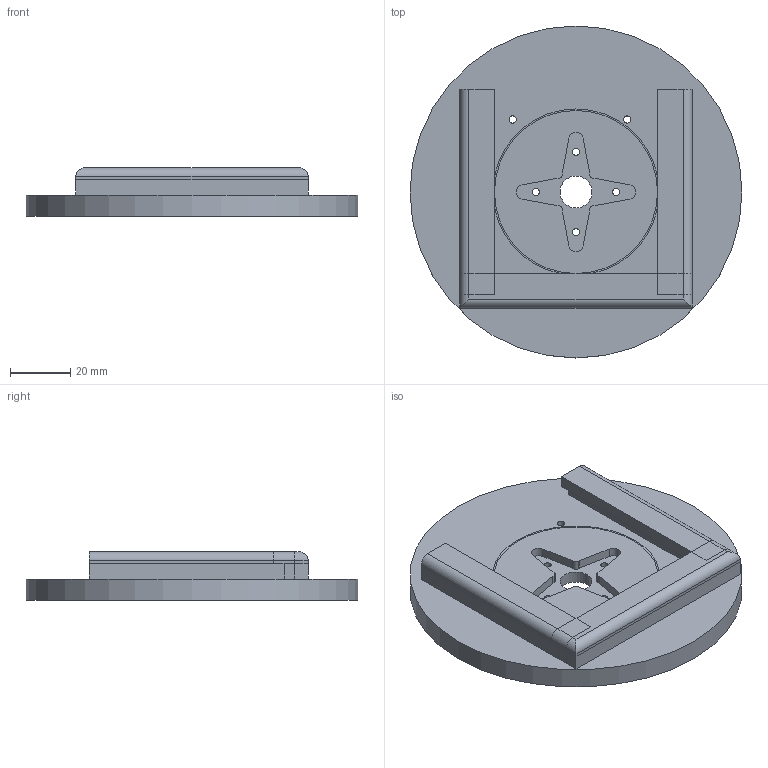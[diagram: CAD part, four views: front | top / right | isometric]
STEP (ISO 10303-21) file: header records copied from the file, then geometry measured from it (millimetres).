
FILE_DESCRIPTION(('FreeCAD Model'),'2;1');
FILE_NAME('Open CASCADE Shape Model','2022-06-27T19:01:13',('Author'),( ''),'Open CASCADE STEP processor 7.5','FreeCAD','Unknown');
FILE_SCHEMA(('AUTOMOTIVE_DESIGN { 1 0 10303 214 1 1 1 1 }'));
Length unit declared in the file: millimetre
Products named in the file (1): Base with grip
Bounding box: 110 x 110 x 16 mm (x, y, z)
Volume: 75559 mm3; surface area: 28780.3 mm2
Topology: 1 solids, 2 shells, 85 faces, 209 edges, 133 vertices
Faces by surface type: plane 58, cylinder 24, cone 2, torus 1
Full cylindrical faces by diameter (mm): 2.4 x6, 10.6 x1, 54 x1, 110 x1
Entity records: 5806 total; most frequent: CARTESIAN_POINT 1043, DIRECTION 771, LINE 461, VECTOR 461, ORIENTED_EDGE 418, PCURVE 418, DEFINITIONAL_REPRESENTATION 418, EDGE_CURVE 209
